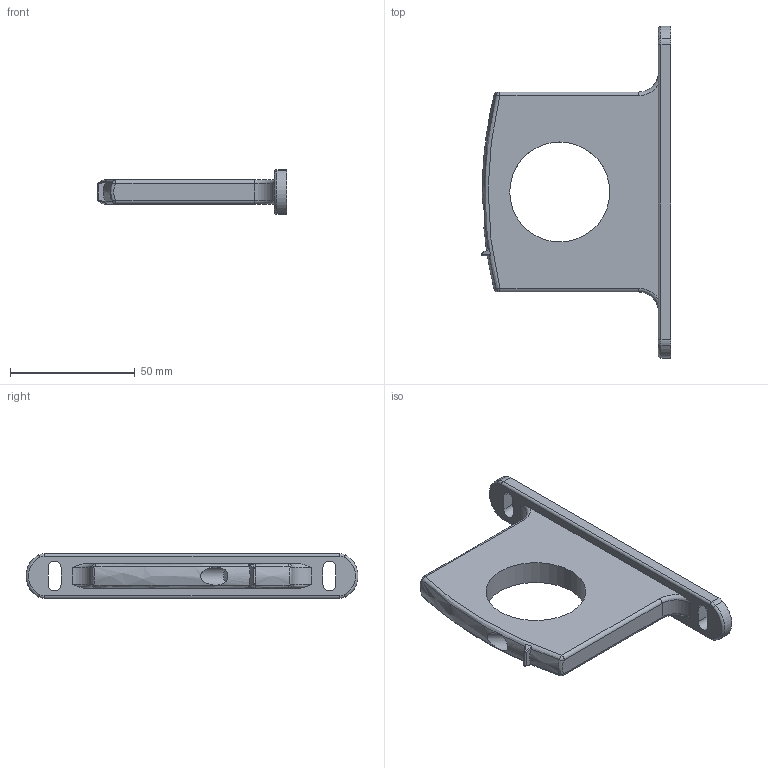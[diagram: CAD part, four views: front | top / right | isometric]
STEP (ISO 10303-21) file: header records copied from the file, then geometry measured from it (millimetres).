
FILE_DESCRIPTION((''),'2;1');
FILE_NAME('T173Y.stp','2010-08-25T14:03:48',('medicfa1'),(''),'Autodesk Inventor 2010','Autodesk Inventor 2010','');
FILE_SCHEMA(('AUTOMOTIVE_DESIGN { 1 0 10303 214 1 1 1 1 }'));
Length unit declared in the file: millimetre
Products named in the file (1): T173Y
Bounding box: 76 x 132.85 x 18 mm (x, y, z)
Volume: 51714.4 mm3; surface area: 16851.2 mm2
Topology: 1 solids, 1 shells, 64 faces, 157 edges, 97 vertices
Faces by surface type: cylinder 21, bspline 18, plane 15, torus 10
Full cylindrical faces by diameter (mm): 7.3 x1, 40 x1
Entity records: 2431 total; most frequent: CARTESIAN_POINT 999, ORIENTED_EDGE 308, DIRECTION 262, EDGE_CURVE 154, AXIS2_PLACEMENT_3D 108, VERTEX_POINT 96, EDGE_LOOP 74, FACE_OUTER_BOUND 64
